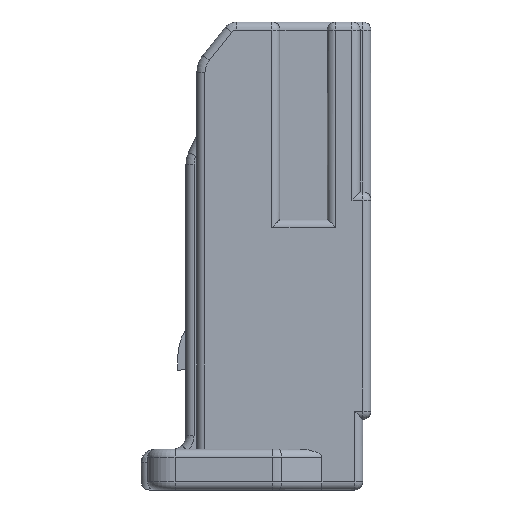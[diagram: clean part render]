
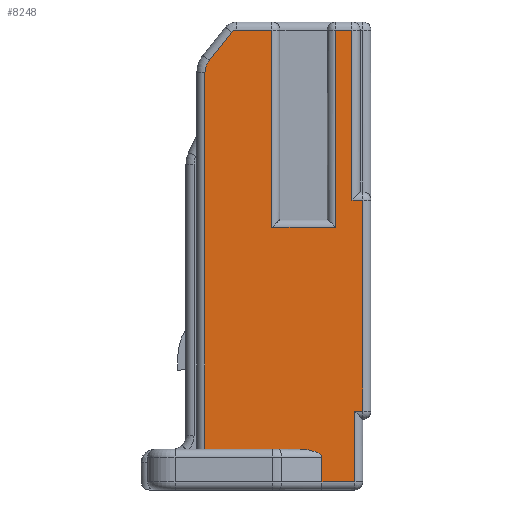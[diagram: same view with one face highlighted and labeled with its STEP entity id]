
A CAD part, left-side view. The second image highlights one B-rep face of the part: STEP entity #8248.
In plain terms, the highlighted planar face has unit normal (-1, 0, 0).
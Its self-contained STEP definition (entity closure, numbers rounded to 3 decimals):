
#663=CARTESIAN_POINT('',(-3.85,-0.023,-15.7));
#664=CARTESIAN_POINT('',(-3.85,-0.121,-15.7));
#665=CARTESIAN_POINT('',(-3.85,-0.306,-15.711));
#666=CARTESIAN_POINT('',(-3.85,-0.515,-15.748));
#667=CARTESIAN_POINT('',(-3.85,-0.665,-15.793));
#668=CARTESIAN_POINT('',(-3.85,-0.768,-15.838));
#669=CARTESIAN_POINT('',(-3.85,-0.842,-15.887));
#670=CARTESIAN_POINT('',(-3.85,-0.886,-15.941));
#671=CARTESIAN_POINT('',(-3.85,-0.9,-15.975));
#672=CARTESIAN_POINT('',(-3.85,-0.9,-16.));
#674=DIRECTION('',(0.,1.,0.));
#675=VECTOR('',#674,1.2);
#676=CARTESIAN_POINT('',(-3.85,-2.1,-16.9));
#677=LINE('',#676,#675);
#678=DIRECTION('',(0.,0.,1.));
#679=VECTOR('',#678,0.9);
#680=CARTESIAN_POINT('',(-3.85,-0.9,-16.9));
#681=LINE('',#680,#679);
#682=DIRECTION('',(0.,-1.,0.));
#683=VECTOR('',#682,3.423);
#684=CARTESIAN_POINT('',(-3.85,3.4,-15.7));
#685=LINE('',#684,#683);
#686=DIRECTION('',(0.,0.,-1.));
#687=VECTOR('',#686,13.849);
#688=CARTESIAN_POINT('',(-3.85,3.4,-1.851));
#689=LINE('',#688,#687);
#690=CARTESIAN_POINT('',(-3.85,2.7,-1.851));
#691=DIRECTION('',(-1.,0.,0.));
#692=DIRECTION('',(0.,0.781,0.625));
#693=AXIS2_PLACEMENT_3D('',#690,#691,#692);
#695=DIRECTION('',(0.,0.625,-0.781));
#696=VECTOR('',#695,1.33);
#697=CARTESIAN_POINT('',(-3.85,2.416,-0.375));
#698=LINE('',#697,#696);
#699=CARTESIAN_POINT('',(-3.85,2.26,-0.5));
#700=DIRECTION('',(-1.,0.,0.));
#701=DIRECTION('',(0.,0.,1.));
#702=AXIS2_PLACEMENT_3D('',#699,#700,#701);
#704=DIRECTION('',(0.,1.,0.));
#705=VECTOR('',#704,1.315);
#706=CARTESIAN_POINT('',(-3.85,0.945,-0.3));
#707=LINE('',#706,#705);
#708=DIRECTION('',(0.,0.,1.));
#709=VECTOR('',#708,7.25);
#710=CARTESIAN_POINT('',(-3.85,0.945,-7.55));
#711=LINE('',#710,#709);
#712=DIRECTION('',(0.,1.,0.));
#713=VECTOR('',#712,2.345);
#714=CARTESIAN_POINT('',(-3.85,-1.4,-7.55));
#715=LINE('',#714,#713);
#716=DIRECTION('',(0.,0.,-1.));
#717=VECTOR('',#716,7.25);
#718=CARTESIAN_POINT('',(-3.85,-1.4,-0.3));
#719=LINE('',#718,#717);
#720=DIRECTION('',(0.,-1.,0.));
#721=VECTOR('',#720,0.6);
#722=CARTESIAN_POINT('',(-3.85,-1.4,-0.3));
#723=LINE('',#722,#721);
#724=DIRECTION('',(0.,0.,1.));
#725=VECTOR('',#724,6.25);
#726=CARTESIAN_POINT('',(-3.85,-2.,-6.55));
#727=LINE('',#726,#725);
#728=DIRECTION('',(0.,1.,0.));
#729=VECTOR('',#728,0.4);
#730=CARTESIAN_POINT('',(-3.85,-2.4,-6.55));
#731=LINE('',#730,#729);
#732=DIRECTION('',(0.,0.,-1.));
#733=VECTOR('',#732,7.75);
#734=CARTESIAN_POINT('',(-3.85,-2.4,-6.55));
#735=LINE('',#734,#733);
#736=DIRECTION('',(0.,-1.,0.));
#737=VECTOR('',#736,0.3);
#738=CARTESIAN_POINT('',(-3.85,-2.1,-14.3));
#739=LINE('',#738,#737);
#740=DIRECTION('',(0.,0.,1.));
#741=VECTOR('',#740,2.6);
#742=CARTESIAN_POINT('',(-3.85,-2.1,-16.9));
#743=LINE('',#742,#741);
#6533=CARTESIAN_POINT('',(-3.85,3.4,-1.851));
#6534=CARTESIAN_POINT('',(-3.85,3.4,-15.7));
#6535=VERTEX_POINT('',#6533);
#6536=VERTEX_POINT('',#6534);
#6537=CARTESIAN_POINT('',(-3.85,3.247,-1.413));
#6538=VERTEX_POINT('',#6537);
#6541=CARTESIAN_POINT('',(-3.85,2.416,-0.375));
#6542=VERTEX_POINT('',#6541);
#6545=CARTESIAN_POINT('',(-3.85,2.26,-0.3));
#6546=VERTEX_POINT('',#6545);
#6549=CARTESIAN_POINT('',(-3.85,0.945,-0.3));
#6550=VERTEX_POINT('',#6549);
#6553=CARTESIAN_POINT('',(-3.85,-2.4,-6.55));
#6554=CARTESIAN_POINT('',(-3.85,-2.4,-14.3));
#6555=VERTEX_POINT('',#6553);
#6556=VERTEX_POINT('',#6554);
#6562=CARTESIAN_POINT('',(-3.85,-2.1,-14.3));
#6563=VERTEX_POINT('',#6562);
#6621=CARTESIAN_POINT('',(-3.85,-2.,-6.55));
#6622=VERTEX_POINT('',#6621);
#6623=CARTESIAN_POINT('',(-3.85,-2.,-0.3));
#6624=VERTEX_POINT('',#6623);
#6625=CARTESIAN_POINT('',(-3.85,-1.4,-0.3));
#6626=VERTEX_POINT('',#6625);
#6633=CARTESIAN_POINT('',(-3.85,-1.4,-7.55));
#6634=CARTESIAN_POINT('',(-3.85,0.945,-7.55));
#6635=VERTEX_POINT('',#6633);
#6636=VERTEX_POINT('',#6634);
#6732=CARTESIAN_POINT('',(-3.85,-0.023,-15.7));
#6733=VERTEX_POINT('',#6732);
#6737=VERTEX_POINT('',#672);
#6776=CARTESIAN_POINT('',(-3.85,-0.9,-16.9));
#6777=VERTEX_POINT('',#6776);
#6782=CARTESIAN_POINT('',(-3.85,-2.1,-16.9));
#6783=VERTEX_POINT('',#6782);
#8207=CARTESIAN_POINT('',(-3.85,1.7,0.));
#8208=DIRECTION('',(-1.,0.,0.));
#8209=DIRECTION('',(0.,-1.,0.));
#8210=AXIS2_PLACEMENT_3D('',#8207,#8208,#8209);
#8211=PLANE('',#8210);
#8213=ORIENTED_EDGE('',*,*,#8212,.T.);
#8215=ORIENTED_EDGE('',*,*,#8214,.T.);
#8216=ORIENTED_EDGE('',*,*,#8200,.F.);
#8217=ORIENTED_EDGE('',*,*,#7907,.F.);
#8219=ORIENTED_EDGE('',*,*,#8218,.F.);
#8221=ORIENTED_EDGE('',*,*,#8220,.F.);
#8223=ORIENTED_EDGE('',*,*,#8222,.F.);
#8225=ORIENTED_EDGE('',*,*,#8224,.F.);
#8227=ORIENTED_EDGE('',*,*,#8226,.F.);
#8229=ORIENTED_EDGE('',*,*,#8228,.F.);
#8231=ORIENTED_EDGE('',*,*,#8230,.F.);
#8233=ORIENTED_EDGE('',*,*,#8232,.F.);
#8235=ORIENTED_EDGE('',*,*,#8234,.T.);
#8237=ORIENTED_EDGE('',*,*,#8236,.F.);
#8239=ORIENTED_EDGE('',*,*,#8238,.F.);
#8241=ORIENTED_EDGE('',*,*,#8240,.T.);
#8243=ORIENTED_EDGE('',*,*,#8242,.F.);
#8245=ORIENTED_EDGE('',*,*,#8244,.F.);
#8246=EDGE_LOOP('',(#8213,#8215,#8216,#8217,#8219,#8221,#8223,#8225,#8227,#8229,
#8231,#8233,#8235,#8237,#8239,#8241,#8243,#8245));
#8247=FACE_OUTER_BOUND('',#8246,.F.);
#8248=ADVANCED_FACE('',(#8247),#8211,.T.);
#673=B_SPLINE_CURVE_WITH_KNOTS('',3,(#663,#664,#665,#666,#667,#668,#669,#670,
#671,#672),.UNSPECIFIED.,.F.,.F.,(4,1,1,1,1,1,1,4),(0.,0.25,0.5,0.625,
0.75,0.875,0.938,1.),.UNSPECIFIED.);
#694=CIRCLE('',#693,0.7);
#703=CIRCLE('',#702,0.2);
#7907=EDGE_CURVE('',#6536,#6733,#685,.T.);
#8200=EDGE_CURVE('',#6733,#6737,#673,.T.);
#8212=EDGE_CURVE('',#6783,#6777,#677,.T.);
#8214=EDGE_CURVE('',#6777,#6737,#681,.T.);
#8218=EDGE_CURVE('',#6535,#6536,#689,.T.);
#8220=EDGE_CURVE('',#6538,#6535,#694,.T.);
#8222=EDGE_CURVE('',#6542,#6538,#698,.T.);
#8224=EDGE_CURVE('',#6546,#6542,#703,.T.);
#8226=EDGE_CURVE('',#6550,#6546,#707,.T.);
#8228=EDGE_CURVE('',#6636,#6550,#711,.T.);
#8230=EDGE_CURVE('',#6635,#6636,#715,.T.);
#8232=EDGE_CURVE('',#6626,#6635,#719,.T.);
#8234=EDGE_CURVE('',#6626,#6624,#723,.T.);
#8236=EDGE_CURVE('',#6622,#6624,#727,.T.);
#8238=EDGE_CURVE('',#6555,#6622,#731,.T.);
#8240=EDGE_CURVE('',#6555,#6556,#735,.T.);
#8242=EDGE_CURVE('',#6563,#6556,#739,.T.);
#8244=EDGE_CURVE('',#6783,#6563,#743,.T.);
